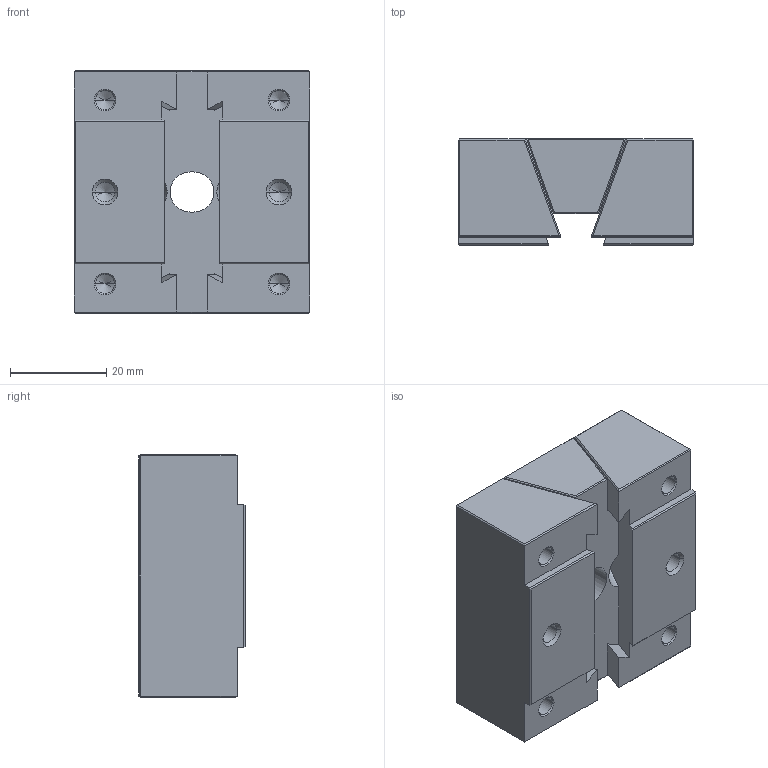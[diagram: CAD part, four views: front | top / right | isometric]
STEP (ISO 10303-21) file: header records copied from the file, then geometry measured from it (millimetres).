
FILE_DESCRIPTION (( 'STEP AP214' ), '1' );
FILE_NAME ('2030-VF2-S-CP.STEP', '2018-04-25T11:18:53', ( '' ), ( '' ), 'SwSTEP 2.0', 'SolidWorks 2018', '' );
FILE_SCHEMA (( 'AUTOMOTIVE_DESIGN' ));
Length unit declared in the file: inch
Products named in the file (3): 2031-VF2-S-JAW; 2031-VF2-WEDGE; 2030-VF2-S-CP
Assembly tree (3 placements, depth 2):
  2030-VF2-S-CP
    2031-VF2-WEDGE
    2031-VF2-S-JAW  x2
Bounding box: 48.77 x 22.02 x 50.29 mm (x, y, z)
Volume: 46165.5 mm3; surface area: 14950.7 mm2
Topology: 3 solids, 3 shells, 295 faces, 756 edges, 479 vertices
Faces by surface type: plane 189, bspline 58, cone 28, cylinder 20
Entity records: 12364 total; most frequent: CARTESIAN_POINT 6689, ORIENTED_EDGE 1280, DIRECTION 882, EDGE_CURVE 640, VERTEX_POINT 416, LINE 412, VECTOR 412, EDGE_LOOP 268
